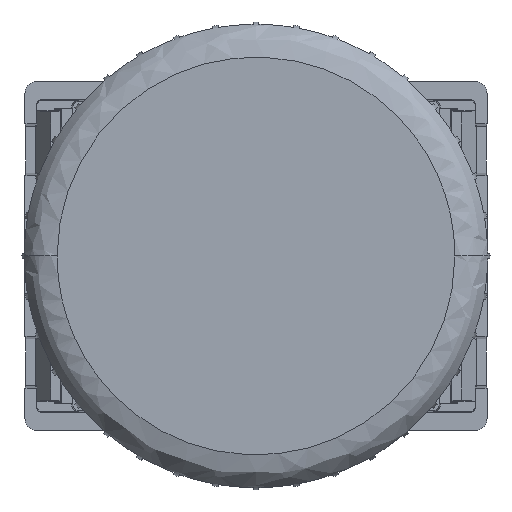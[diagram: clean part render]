
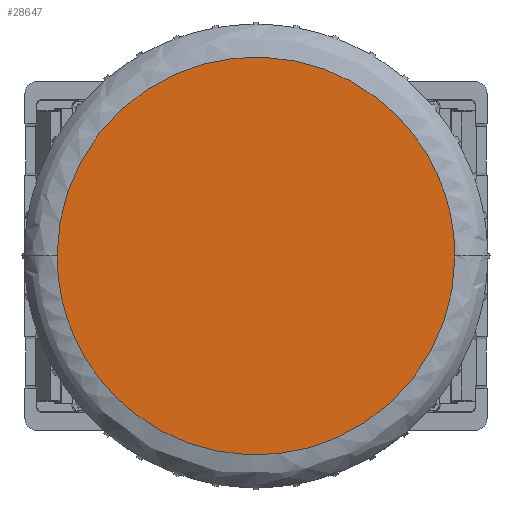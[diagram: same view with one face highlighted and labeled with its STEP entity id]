
A CAD part, front view. The second image highlights one B-rep face of the part: STEP entity #28647.
In plain terms, the highlighted planar face has unit normal (0, -1, 0).
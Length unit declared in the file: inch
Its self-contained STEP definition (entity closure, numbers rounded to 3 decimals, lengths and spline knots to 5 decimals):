
#704 = CARTESIAN_POINT ( 'NONE',  ( -0.66917, -1.71884, -1.32646 ) ) ;
#5401 = CARTESIAN_POINT ( 'NONE',  ( 0.66941, -1.71884, 0.01213 ) ) ;
#6003 = ORIENTED_EDGE ( 'NONE', *, *, #32677, .F. ) ;
#6522 = CARTESIAN_POINT ( 'NONE',  ( 0.66941, -1.71884, 0.01213 ) ) ;
#9661 = CARTESIAN_POINT ( 'NONE',  ( -0.66917, -1.71884, 0.01213 ) ) ;
#10850 = VERTEX_POINT ( 'NONE', #28159 ) ;
#14707 = AXIS2_PLACEMENT_3D ( 'NONE', #27462, #52869, #49163 ) ;
#15803 = FACE_OUTER_BOUND ( 'NONE', #29360, .T. ) ;
#16299 =( BOUNDED_CURVE ( )  B_SPLINE_CURVE ( 3, ( #5401, #35543, #704, #26894 ),
 .UNSPECIFIED., .F., .F. ) 
 B_SPLINE_CURVE_WITH_KNOTS ( ( 4, 4 ),
 ( 0., 0.5 ),
 .UNSPECIFIED. ) 
 CURVE ( )  GEOMETRIC_REPRESENTATION_ITEM ( )  RATIONAL_B_SPLINE_CURVE ( ( 1., 0.333, 0.333, 1. ) ) 
 REPRESENTATION_ITEM ( '' )  );
#26894 = CARTESIAN_POINT ( 'NONE',  ( -0.66917, -1.71884, 0.01213 ) ) ;
#27114 = PLANE ( 'NONE',  #14707 ) ;
#27462 = CARTESIAN_POINT ( 'NONE',  ( -0.1463, -1.71884, -0.7616 ) ) ;
#28159 = CARTESIAN_POINT ( 'NONE',  ( 0.66941, -1.71884, 0.01213 ) ) ;
#28647 = ADVANCED_FACE ( 'NONE', ( #15803 ), #27114, .F. ) ;
#29360 = EDGE_LOOP ( 'NONE', ( #6003, #31782 ) ) ;
#31198 = CARTESIAN_POINT ( 'NONE',  ( -0.66917, -1.71884, 0.01213 ) ) ;
#31782 = ORIENTED_EDGE ( 'NONE', *, *, #38934, .F. ) ;
#32677 = EDGE_CURVE ( 'NONE', #33031, #10850, #52060, .T. ) ;
#33031 = VERTEX_POINT ( 'NONE', #9661 ) ;
#35356 = CARTESIAN_POINT ( 'NONE',  ( -0.66917, -1.71884, 1.35071 ) ) ;
#35543 = CARTESIAN_POINT ( 'NONE',  ( 0.66941, -1.71884, -1.32646 ) ) ;
#38934 = EDGE_CURVE ( 'NONE', #10850, #33031, #16299, .T. ) ;
#39633 = CARTESIAN_POINT ( 'NONE',  ( 0.66941, -1.71884, 1.35071 ) ) ;
#49163 = DIRECTION ( 'NONE',  ( 0., 0., 1. ) ) ;
#52060 =( BOUNDED_CURVE ( )  B_SPLINE_CURVE ( 3, ( #31198, #35356, #39633, #6522 ),
 .UNSPECIFIED., .F., .F. ) 
 B_SPLINE_CURVE_WITH_KNOTS ( ( 4, 4 ),
 ( 0.5, 1. ),
 .UNSPECIFIED. ) 
 CURVE ( )  GEOMETRIC_REPRESENTATION_ITEM ( )  RATIONAL_B_SPLINE_CURVE ( ( 1., 0.333, 0.333, 1. ) ) 
 REPRESENTATION_ITEM ( '' )  );
#52869 = DIRECTION ( 'NONE',  ( 0., 1., 0. ) ) ;
